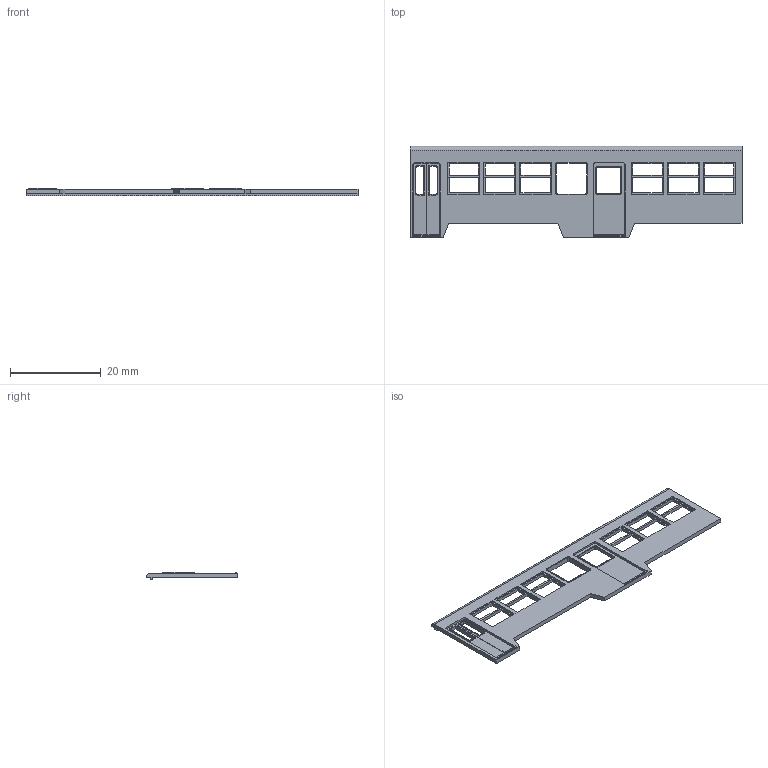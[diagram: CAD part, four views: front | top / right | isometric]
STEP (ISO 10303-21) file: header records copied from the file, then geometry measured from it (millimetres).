
FILE_DESCRIPTION (( 'STEP AP214' ), '1' );
FILE_NAME ('側面2.STEP', '2014-02-21T16:27:51', ( ' ' ), ( ' ' ), 'SwSTEP 2.0', 'SolidWorks 2008', '' );
FILE_SCHEMA (( 'AUTOMOTIVE_DESIGN' ));
Length unit declared in the file: millimetre
Products named in the file (1): 側面2
Bounding box: 72.97 x 20.18 x 1.7 mm (x, y, z)
Volume: 896.1 mm3; surface area: 2596.4 mm2
Topology: 1 solids, 1 shells, 241 faces, 657 edges, 426 vertices
Faces by surface type: plane 178, cylinder 47, bspline 16
Entity records: 10459 total; most frequent: CARTESIAN_POINT 1683, ORIENTED_EDGE 1314, DIRECTION 1188, EDGE_CURVE 657, VECTOR 546, LINE 546, VERTEX_POINT 426, AXIS2_PLACEMENT_3D 321
